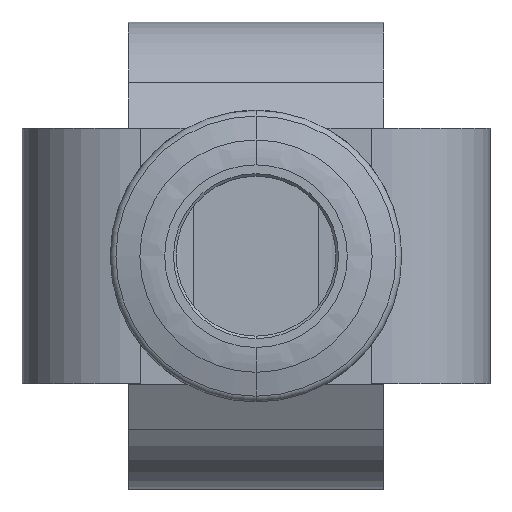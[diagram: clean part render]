
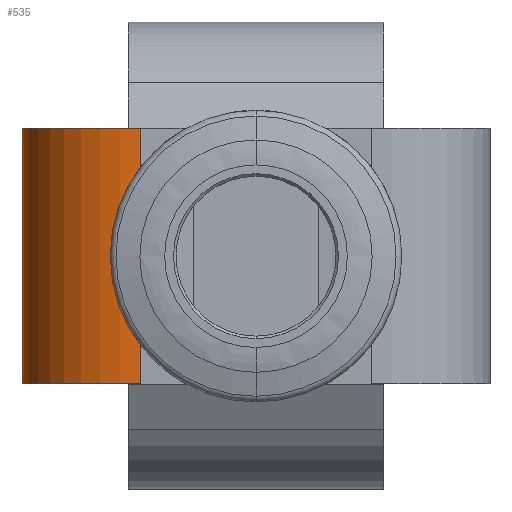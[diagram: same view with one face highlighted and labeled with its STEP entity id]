
A CAD part, front view. The second image highlights one B-rep face of the part: STEP entity #535.
In plain terms, the highlighted cylindrical face has radius 11.811 mm (diameter 23.622 mm), a partial arc.
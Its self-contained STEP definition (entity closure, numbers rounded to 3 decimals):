
#144 = DIRECTION ( 'NONE',  ( 0., 0., -1. ) ) ;
#235 = VERTEX_POINT ( 'NONE', #400 ) ;
#400 = CARTESIAN_POINT ( 'NONE',  ( -52.981, -21.803, -17.97 ) ) ;
#422 = EDGE_CURVE ( 'NONE', #2221, #3977, #4024, .T. ) ;
#535 = ADVANCED_FACE ( 'NONE', ( #6086 ), #907, .T. ) ;
#610 = ORIENTED_EDGE ( 'NONE', *, *, #952, .F. ) ;
#717 = AXIS2_PLACEMENT_3D ( 'NONE', #3673, #2024, #1415 ) ;
#748 = ORIENTED_EDGE ( 'NONE', *, *, #1745, .T. ) ;
#907 = CYLINDRICAL_SURFACE ( 'NONE', #4758, 11.811 ) ;
#948 = AXIS2_PLACEMENT_3D ( 'NONE', #2358, #4719, #1279 ) ;
#952 = EDGE_CURVE ( 'NONE', #5681, #6085, #2906, .T. ) ;
#1156 = LINE ( 'NONE', #3993, #6029 ) ;
#1221 = CARTESIAN_POINT ( 'NONE',  ( -41.17, -33.614, 3.612 ) ) ;
#1242 = EDGE_CURVE ( 'NONE', #3977, #1317, #2833, .T. ) ;
#1279 = DIRECTION ( 'NONE',  ( 1., 0., 0. ) ) ;
#1317 = VERTEX_POINT ( 'NONE', #4864 ) ;
#1415 = DIRECTION ( 'NONE',  ( 1., 0., 0. ) ) ;
#1745 = EDGE_CURVE ( 'NONE', #5681, #235, #1156, .T. ) ;
#1967 = DIRECTION ( 'NONE',  ( 0., 0., 1. ) ) ;
#2024 = DIRECTION ( 'NONE',  ( 0., 0., 1. ) ) ;
#2058 = CIRCLE ( 'NONE', #948, 11.811 ) ;
#2221 = VERTEX_POINT ( 'NONE', #3250 ) ;
#2263 = EDGE_CURVE ( 'NONE', #235, #2296, #2058, .T. ) ;
#2296 = VERTEX_POINT ( 'NONE', #5012 ) ;
#2299 = ORIENTED_EDGE ( 'NONE', *, *, #3713, .T. ) ;
#2358 = CARTESIAN_POINT ( 'NONE',  ( -41.17, -21.803, -17.97 ) ) ;
#2387 = CARTESIAN_POINT ( 'NONE',  ( -52.981, -21.803, 7.43 ) ) ;
#2611 = ORIENTED_EDGE ( 'NONE', *, *, #1242, .T. ) ;
#2739 = EDGE_CURVE ( 'NONE', #6085, #1317, #6104, .T. ) ;
#2772 = VECTOR ( 'NONE', #5694, 1000. ) ;
#2833 = LINE ( 'NONE', #6064, #3938 ) ;
#2906 = CIRCLE ( 'NONE', #717, 11.811 ) ;
#3250 = CARTESIAN_POINT ( 'NONE',  ( -41.17, -33.614, -14.16 ) ) ;
#3595 = VECTOR ( 'NONE', #144, 1000. ) ;
#3673 = CARTESIAN_POINT ( 'NONE',  ( -41.17, -21.803, 7.43 ) ) ;
#3695 = LINE ( 'NONE', #5754, #6059 ) ;
#3713 = EDGE_CURVE ( 'NONE', #2296, #2221, #3695, .T. ) ;
#3938 = VECTOR ( 'NONE', #5822, 1000. ) ;
#3962 = DIRECTION ( 'NONE',  ( -1., 0., 0. ) ) ;
#3977 = VERTEX_POINT ( 'NONE', #1221 ) ;
#3993 = CARTESIAN_POINT ( 'NONE',  ( -52.981, -21.803, 7.43 ) ) ;
#4024 = LINE ( 'NONE', #5711, #2772 ) ;
#4074 = DIRECTION ( 'NONE',  ( 0., 0., -1. ) ) ;
#4349 = CARTESIAN_POINT ( 'NONE',  ( -41.17, -21.803, 7.43 ) ) ;
#4396 = CARTESIAN_POINT ( 'NONE',  ( -41.17, -33.614, 7.43 ) ) ;
#4588 = EDGE_LOOP ( 'NONE', ( #610, #748, #5782, #2299, #4981, #2611, #5271 ) ) ;
#4719 = DIRECTION ( 'NONE',  ( 0., 0., 1. ) ) ;
#4758 = AXIS2_PLACEMENT_3D ( 'NONE', #4349, #5497, #3962 ) ;
#4864 = CARTESIAN_POINT ( 'NONE',  ( -41.17, -33.614, 7.426 ) ) ;
#4981 = ORIENTED_EDGE ( 'NONE', *, *, #422, .T. ) ;
#5012 = CARTESIAN_POINT ( 'NONE',  ( -41.17, -33.614, -17.97 ) ) ;
#5271 = ORIENTED_EDGE ( 'NONE', *, *, #2739, .F. ) ;
#5497 = DIRECTION ( 'NONE',  ( 0., 0., -1. ) ) ;
#5681 = VERTEX_POINT ( 'NONE', #2387 ) ;
#5694 = DIRECTION ( 'NONE',  ( 0., 0., 1. ) ) ;
#5711 = CARTESIAN_POINT ( 'NONE',  ( -41.17, -33.614, -17.974 ) ) ;
#5754 = CARTESIAN_POINT ( 'NONE',  ( -41.17, -33.614, -17.974 ) ) ;
#5782 = ORIENTED_EDGE ( 'NONE', *, *, #2263, .T. ) ;
#5822 = DIRECTION ( 'NONE',  ( 0., 0., 1. ) ) ;
#5913 = CARTESIAN_POINT ( 'NONE',  ( -41.17, -33.614, 7.43 ) ) ;
#6029 = VECTOR ( 'NONE', #4074, 1000. ) ;
#6059 = VECTOR ( 'NONE', #1967, 1000. ) ;
#6064 = CARTESIAN_POINT ( 'NONE',  ( -41.17, -33.614, -17.974 ) ) ;
#6085 = VERTEX_POINT ( 'NONE', #5913 ) ;
#6086 = FACE_OUTER_BOUND ( 'NONE', #4588, .T. ) ;
#6104 = LINE ( 'NONE', #4396, #3595 ) ;
